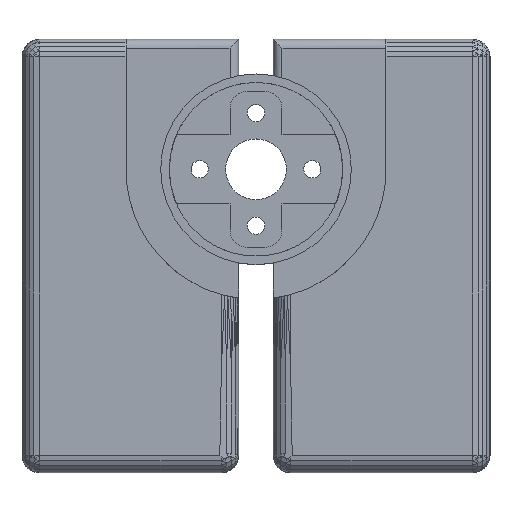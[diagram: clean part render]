
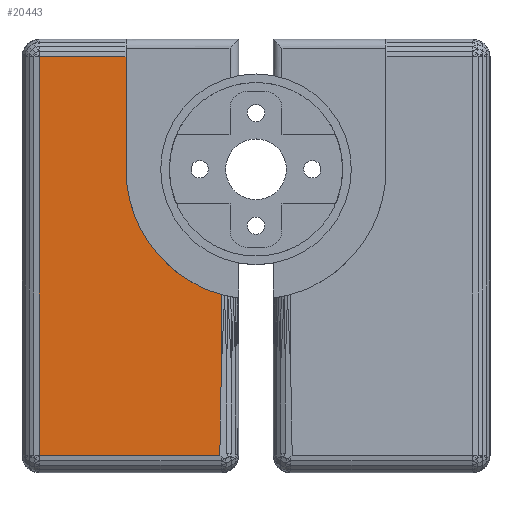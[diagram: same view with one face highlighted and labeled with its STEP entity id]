
A CAD part, top view. The second image highlights one B-rep face of the part: STEP entity #20443.
In plain terms, the highlighted planar face has unit normal (0, 0, 1).
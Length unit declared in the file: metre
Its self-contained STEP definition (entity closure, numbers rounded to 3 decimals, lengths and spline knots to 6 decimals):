
#9786=CARTESIAN_POINT('',(-0.025,0.00903,0.0106));
#9787=VERTEX_POINT('',#9786);
#9825=CARTESIAN_POINT('',(-0.025,0.05503,0.0106));
#9826=VERTEX_POINT('',#9825);
#11367=CARTESIAN_POINT('',(-0.004,0.01903,0.0106));
#11368=VERTEX_POINT('',#11367);
#11369=CARTESIAN_POINT('',(-0.004,0.027573,0.0106));
#11370=VERTEX_POINT('',#11369);
#11371=CARTESIAN_POINT('',(-0.004,-12344.98097,0.0106));
#11372=DIRECTION('',(0.,1.,0.));
#11373=VECTOR('',#11372,24690.);
#11374=LINE('',#11371,#11373);
#11375=EDGE_CURVE('',#11368,#11370,#11374,.T.);
#11397=CARTESIAN_POINT('',(-0.004174,0.00903,0.0106));
#11398=VERTEX_POINT('',#11397);
#11399=CARTESIAN_POINT('',(215.179391,12343.147748,0.0106));
#11400=DIRECTION('',(-0.017,-1.,0.));
#11401=VECTOR('',#11400,24690.);
#11402=LINE('',#11399,#11401);
#11403=EDGE_CURVE('',#11368,#11398,#11402,.T.);
#11428=CARTESIAN_POINT('',(100.,0.00903,0.0106));
#11429=DIRECTION('',(-1.,0.,0.));
#11430=VECTOR('',#11429,200.);
#11431=LINE('',#11428,#11430);
#11432=EDGE_CURVE('',#11398,#9787,#11431,.T.);
#11447=CARTESIAN_POINT('',(-0.025,12345.05503,0.0106));
#11448=DIRECTION('',(0.,-1.,0.));
#11449=VECTOR('',#11448,24690.);
#11450=LINE('',#11447,#11449);
#11451=EDGE_CURVE('',#9826,#9787,#11450,.T.);
#12039=CARTESIAN_POINT('',(-0.005678,0.028146,0.0106));
#12040=VERTEX_POINT('',#12039);
#12041=CARTESIAN_POINT('',(11682.632587,-3989.336708,0.0106));
#12042=DIRECTION('',(-0.946,0.323,0.));
#12043=VECTOR('',#12042,24690.);
#12044=LINE('',#12041,#12043);
#12045=EDGE_CURVE('',#11370,#12040,#12044,.T.);
#12067=CARTESIAN_POINT('',(-0.007276,0.028913,0.0106));
#12068=VERTEX_POINT('',#12067);
#12069=CARTESIAN_POINT('',(11130.349613,-5339.842274,0.0106));
#12070=DIRECTION('',(-0.902,0.433,0.));
#12071=VECTOR('',#12070,24690.);
#12072=LINE('',#12069,#12071);
#12073=EDGE_CURVE('',#12040,#12068,#12072,.T.);
#12095=CARTESIAN_POINT('',(-0.008773,0.029863,0.0106));
#12096=VERTEX_POINT('',#12095);
#12097=CARTESIAN_POINT('',(10422.57974,-6615.763171,0.0106));
#12098=DIRECTION('',(-0.844,0.536,0.));
#12099=VECTOR('',#12098,24690.);
#12100=LINE('',#12097,#12099);
#12101=EDGE_CURVE('',#12068,#12096,#12100,.T.);
#12123=CARTESIAN_POINT('',(-0.010147,0.030983,0.0106));
#12124=VERTEX_POINT('',#12123);
#12125=CARTESIAN_POINT('',(9569.214115,-7799.264869,0.0106));
#12126=DIRECTION('',(-0.775,0.632,0.));
#12127=VECTOR('',#12126,24690.);
#12128=LINE('',#12125,#12127);
#12129=EDGE_CURVE('',#12096,#12124,#12128,.T.);
#12151=CARTESIAN_POINT('',(-0.01138,0.032257,0.0106));
#12152=VERTEX_POINT('',#12151);
#12153=CARTESIAN_POINT('',(8582.181928,-8873.807205,0.0106));
#12154=DIRECTION('',(-0.695,0.719,0.));
#12155=VECTOR('',#12154,24690.);
#12156=LINE('',#12153,#12155);
#12157=EDGE_CURVE('',#12124,#12152,#12156,.T.);
#12179=CARTESIAN_POINT('',(-0.012453,0.033668,0.0106));
#12180=VERTEX_POINT('',#12179);
#12181=CARTESIAN_POINT('',(7475.256627,-9824.396134,0.0106));
#12182=DIRECTION('',(-0.606,0.796,0.));
#12183=VECTOR('',#12182,24690.);
#12184=LINE('',#12181,#12183);
#12185=EDGE_CURVE('',#12152,#12180,#12184,.T.);
#12207=CARTESIAN_POINT('',(-0.013353,0.035196,0.0106));
#12208=VERTEX_POINT('',#12207);
#12209=CARTESIAN_POINT('',(6263.908818,-10637.744074,0.0106));
#12210=DIRECTION('',(-0.507,0.862,0.));
#12211=VECTOR('',#12210,24690.);
#12212=LINE('',#12209,#12211);
#12213=EDGE_CURVE('',#12180,#12208,#12212,.T.);
#12235=CARTESIAN_POINT('',(-0.014066,0.036819,0.0106));
#12236=VERTEX_POINT('',#12235);
#12237=CARTESIAN_POINT('',(4965.061141,-11302.489313,0.0106));
#12238=DIRECTION('',(-0.402,0.916,0.));
#12239=VECTOR('',#12238,24690.);
#12240=LINE('',#12237,#12239);
#12241=EDGE_CURVE('',#12208,#12236,#12240,.T.);
#12263=CARTESIAN_POINT('',(-0.014582,0.038515,0.0106));
#12264=VERTEX_POINT('',#12263);
#12265=CARTESIAN_POINT('',(3596.859016,-11809.346274,0.0106));
#12266=DIRECTION('',(-0.291,0.957,0.));
#12267=VECTOR('',#12266,24690.);
#12268=LINE('',#12265,#12267);
#12269=EDGE_CURVE('',#12236,#12264,#12268,.T.);
#12291=CARTESIAN_POINT('',(-0.014895,0.04026,0.0106));
#12292=VERTEX_POINT('',#12291);
#12293=CARTESIAN_POINT('',(2178.407702,-12151.237194,0.0106));
#12294=DIRECTION('',(-0.176,0.984,0.));
#12295=VECTOR('',#12294,24690.);
#12296=LINE('',#12293,#12295);
#12297=EDGE_CURVE('',#12264,#12292,#12296,.T.);
#20400=CARTESIAN_POINT('',(-0.004,0.027573,0.0106));
#20401=DIRECTION('',(0.,0.,1.));
#20402=DIRECTION('',(1.,0.,0.));
#20403=AXIS2_PLACEMENT_3D('',#20400,#20401,#20402);
#20404=PLANE('',#20403);
#20405=ORIENTED_EDGE('',*,*,#11451,.T.);
#20406=ORIENTED_EDGE('',*,*,#11432,.F.);
#20407=ORIENTED_EDGE('',*,*,#11403,.F.);
#20408=ORIENTED_EDGE('',*,*,#11375,.T.);
#20409=ORIENTED_EDGE('',*,*,#12045,.T.);
#20410=ORIENTED_EDGE('',*,*,#12073,.T.);
#20411=ORIENTED_EDGE('',*,*,#12101,.T.);
#20412=ORIENTED_EDGE('',*,*,#12129,.T.);
#20413=ORIENTED_EDGE('',*,*,#12157,.T.);
#20414=ORIENTED_EDGE('',*,*,#12185,.T.);
#20415=ORIENTED_EDGE('',*,*,#12213,.T.);
#20416=ORIENTED_EDGE('',*,*,#12241,.T.);
#20417=ORIENTED_EDGE('',*,*,#12269,.T.);
#20418=ORIENTED_EDGE('',*,*,#12297,.T.);
#20419=CARTESIAN_POINT('',(-0.015,0.04203,0.0106));
#20420=VERTEX_POINT('',#20419);
#20421=CARTESIAN_POINT('',(729.515511,-12323.38501,0.0106));
#20422=DIRECTION('',(-0.059,0.998,0.));
#20423=VECTOR('',#20422,24690.);
#20424=LINE('',#20421,#20423);
#20425=EDGE_CURVE('',#12292,#20420,#20424,.T.);
#20426=ORIENTED_EDGE('',*,*,#20425,.T.);
#20427=CARTESIAN_POINT('',(-0.015,0.05503,0.0106));
#20428=VERTEX_POINT('',#20427);
#20429=CARTESIAN_POINT('',(-0.015,-12344.95797,0.0106));
#20430=DIRECTION('',(0.,1.,0.));
#20431=VECTOR('',#20430,24690.);
#20432=LINE('',#20429,#20431);
#20433=EDGE_CURVE('',#20420,#20428,#20432,.T.);
#20434=ORIENTED_EDGE('',*,*,#20433,.T.);
#20435=CARTESIAN_POINT('',(-12345.025,0.05503,0.0106));
#20436=DIRECTION('',(1.,0.,-0.));
#20437=VECTOR('',#20436,24690.);
#20438=LINE('',#20435,#20437);
#20439=EDGE_CURVE('',#9826,#20428,#20438,.T.);
#20440=ORIENTED_EDGE('',*,*,#20439,.F.);
#20441=EDGE_LOOP('',(#20405,#20406,#20407,#20408,#20409,#20410,#20411,#20412,#20413,#20414,#20415,#20416,#20417,#20418,#20426,#20434,#20440));
#20442=FACE_BOUND('',#20441,.T.);
#20443=ADVANCED_FACE('',(#20442),#20404,.T.);
